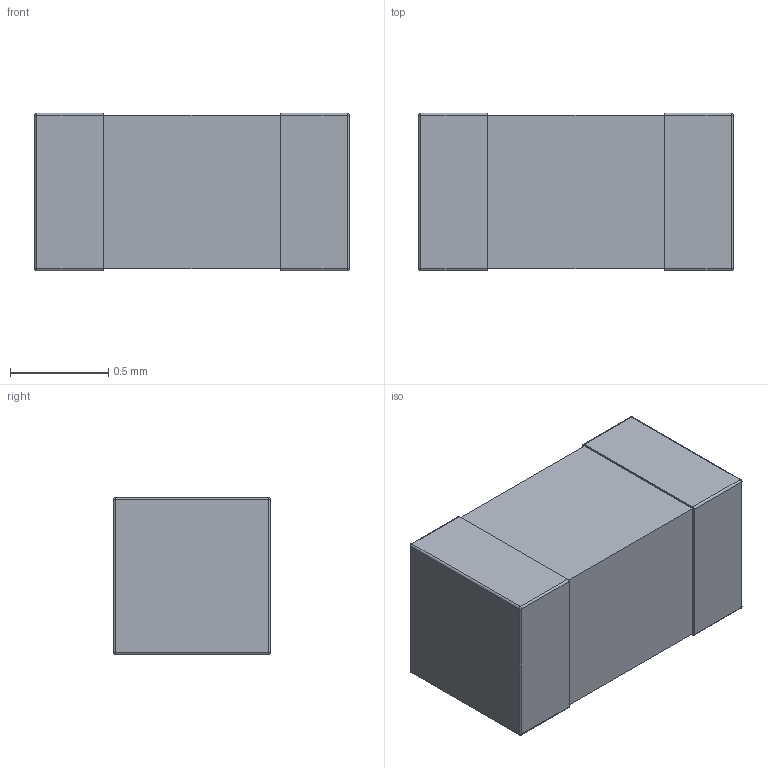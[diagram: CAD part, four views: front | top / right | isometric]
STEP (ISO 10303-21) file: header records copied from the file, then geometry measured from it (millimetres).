
FILE_DESCRIPTION (( 'STEP AP214' ), '1' );
FILE_NAME ('C0603.STEP', '2019-05-09T15:48:53', ( '' ), ( '' ), 'SwSTEP 2.0', 'SolidWorks 2018', '' );
FILE_SCHEMA (( 'AUTOMOTIVE_DESIGN' ));
Length unit declared in the file: millimetre
Products named in the file (1): C0603
Bounding box: 1.6 x 0.8 x 0.8 mm (x, y, z)
Volume: 1 mm3; surface area: 6.4 mm2
Topology: 1 solids, 1 shells, 107 faces, 269 edges, 166 vertices
Faces by surface type: bspline 53, plane 30, cylinder 16, sphere 8
Entity records: 6559 total; most frequent: CARTESIAN_POINT 3828, ORIENTED_EDGE 522, DIRECTION 297, EDGE_CURVE 261, VERTEX_POINT 166, LINE 123, VECTOR 123, EDGE_LOOP 117
